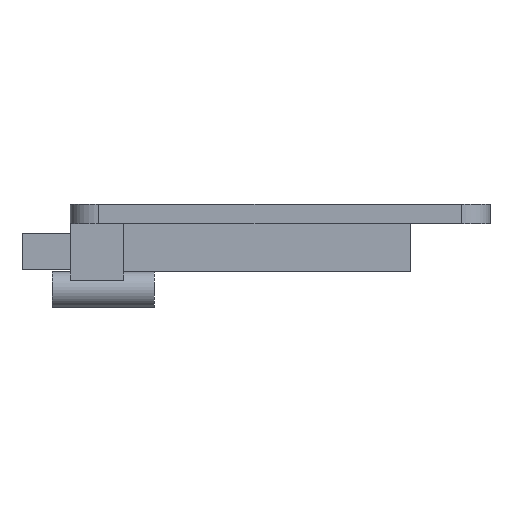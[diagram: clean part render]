
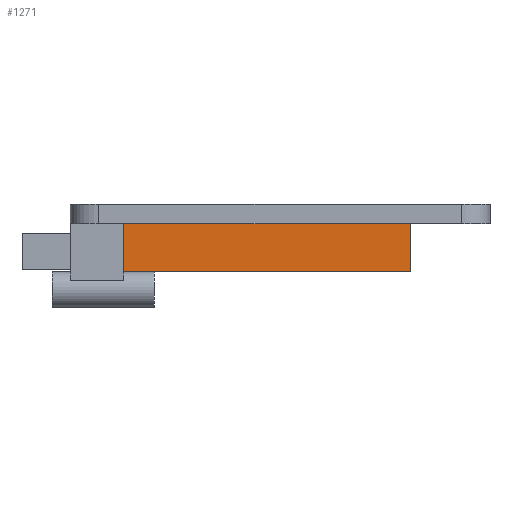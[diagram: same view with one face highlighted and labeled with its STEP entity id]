
A CAD part, left-side view. The second image highlights one B-rep face of the part: STEP entity #1271.
In plain terms, the highlighted planar face has unit normal (-1, 0, 0).
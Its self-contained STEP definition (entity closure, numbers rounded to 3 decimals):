
#216=FACE_OUTER_BOUND('',#308,.T.);
#308=EDGE_LOOP('',(#1016,#1017,#1018,#1019));
#408=LINE('',#1941,#506);
#426=LINE('',#2034,#524);
#435=LINE('',#2050,#533);
#437=LINE('',#2066,#535);
#506=VECTOR('',#1549,10.);
#524=VECTOR('',#1637,10.);
#533=VECTOR('',#1650,10.);
#535=VECTOR('',#1668,10.);
#601=VERTEX_POINT('',#1938);
#602=VERTEX_POINT('',#1940);
#642=VERTEX_POINT('',#2032);
#647=VERTEX_POINT('',#2048);
#727=EDGE_CURVE('',#601,#602,#408,.T.);
#774=EDGE_CURVE('',#601,#642,#426,.T.);
#783=EDGE_CURVE('',#647,#642,#435,.T.);
#791=EDGE_CURVE('',#602,#647,#437,.T.);
#1016=ORIENTED_EDGE('',*,*,#727,.F.);
#1017=ORIENTED_EDGE('',*,*,#774,.T.);
#1018=ORIENTED_EDGE('',*,*,#783,.F.);
#1019=ORIENTED_EDGE('',*,*,#791,.F.);
#1241=PLANE('',#1394);
#1271=ADVANCED_FACE('',(#216),#1241,.T.);
#1394=AXIS2_PLACEMENT_3D('',#2065,#1666,#1667);
#1549=DIRECTION('',(0.,-1.,0.));
#1637=DIRECTION('',(0.,0.,-1.));
#1650=DIRECTION('',(0.,1.,0.));
#1666=DIRECTION('center_axis',(-1.,0.,0.));
#1667=DIRECTION('ref_axis',(0.,1.,0.));
#1668=DIRECTION('',(0.,0.,-1.));
#1938=CARTESIAN_POINT('',(288.719,-4.337,-11.855));
#1940=CARTESIAN_POINT('',(288.719,-32.638,-11.855));
#1941=CARTESIAN_POINT('',(288.719,-27.218,-11.855));
#2032=CARTESIAN_POINT('',(288.719,-4.337,-15.855));
#2034=CARTESIAN_POINT('',(288.719,-4.337,-11.855));
#2048=CARTESIAN_POINT('',(288.719,-32.638,-15.855));
#2050=CARTESIAN_POINT('',(288.719,-4.337,-15.855));
#2065=CARTESIAN_POINT('Origin',(288.719,-32.638,-11.855));
#2066=CARTESIAN_POINT('',(288.719,-32.638,-11.855));
